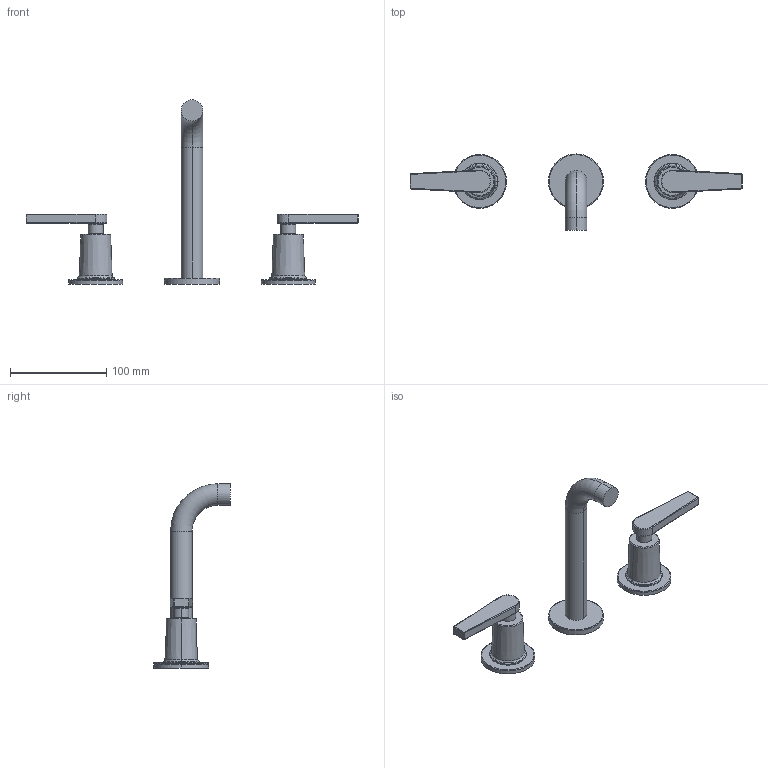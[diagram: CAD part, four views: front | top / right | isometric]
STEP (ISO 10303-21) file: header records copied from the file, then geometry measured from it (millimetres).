
FILE_DESCRIPTION((''),'2;1');
FILE_NAME('3-2971_SW0001','2020-11-25T09:34:20',('rsmith'),(''),'CREO PARAMETRIC BY PTC INC, 2018400','CREO PARAMETRIC BY PTC INC, 2018400','');
FILE_SCHEMA(('AUTOMOTIVE_DESIGN { 1 0 10303 214 1 1 1 1 }'));
Length unit declared in the file: inch
Products named in the file (1): 3-2971_SW0001
Bounding box: 344.78 x 79.38 x 191.58 mm (x, y, z)
Volume: 235948 mm3; surface area: 53799.8 mm2
Topology: 3 solids, 3 shells, 113 faces, 220 edges, 126 vertices
Faces by surface type: cylinder 48, torus 28, plane 25, sphere 8, cone 4
Entity records: 4743 total; most frequent: DIRECTION 596, CARTESIAN_POINT 461, ORIENTED_EDGE 440, PRESENTATION_STYLE_ASSIGNMENT 329, AXIS2_PLACEMENT_3D 263, STYLED_ITEM 223, CURVE_STYLE 220, EDGE_CURVE 220
